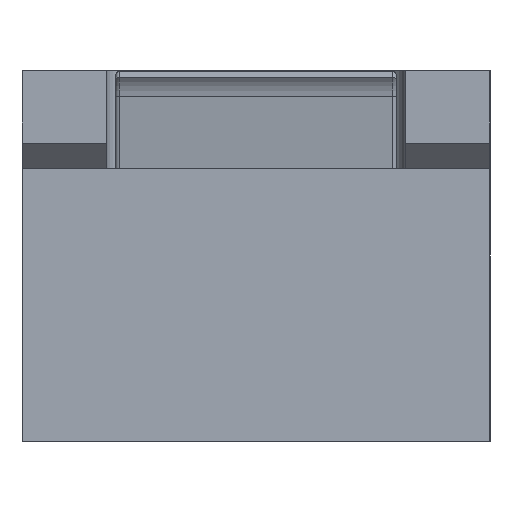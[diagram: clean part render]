
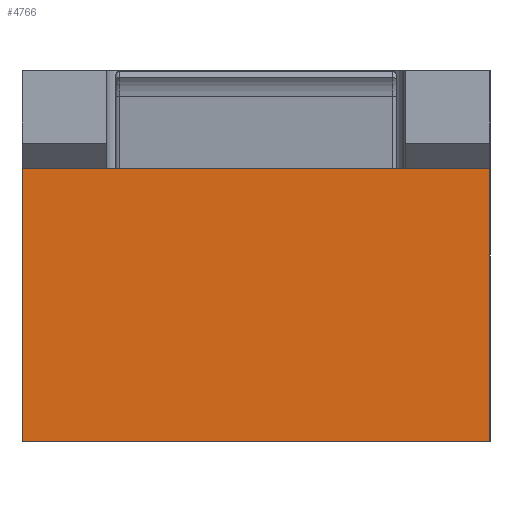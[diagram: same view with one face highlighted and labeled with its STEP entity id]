
A CAD part, left-side view. The second image highlights one B-rep face of the part: STEP entity #4766.
In plain terms, the highlighted planar face has unit normal (-1, 0, 0).
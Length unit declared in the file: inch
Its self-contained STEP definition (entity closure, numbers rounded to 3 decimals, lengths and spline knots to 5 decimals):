
#104 = DIRECTION ( 'NONE',  ( 0., 0., -1. ) ) ;
#277 = VECTOR ( 'NONE', #4317, 39.37008 ) ;
#363 = DIRECTION ( 'NONE',  ( 0., 0., -1. ) ) ;
#411 = CARTESIAN_POINT ( 'NONE',  ( 0., -0.625, 0.73 ) ) ;
#1543 = EDGE_CURVE ( 'NONE', #9944, #10856, #2719, .T. ) ;
#1710 = ORIENTED_EDGE ( 'NONE', *, *, #2733, .F. ) ;
#1861 = ORIENTED_EDGE ( 'NONE', *, *, #10729, .T. ) ;
#1958 = ORIENTED_EDGE ( 'NONE', *, *, #11338, .T. ) ;
#2183 = PLANE ( 'NONE',  #2438 ) ;
#2438 = AXIS2_PLACEMENT_3D ( 'NONE', #8609, #5881, #363 ) ;
#2465 = CARTESIAN_POINT ( 'NONE',  ( 0., 0.625, 0.99 ) ) ;
#2517 = CARTESIAN_POINT ( 'NONE',  ( 0., 0.625, 0. ) ) ;
#2719 = LINE ( 'NONE', #2465, #277 ) ;
#2733 = EDGE_CURVE ( 'NONE', #6058, #7335, #5875, .T. ) ;
#3125 = CARTESIAN_POINT ( 'NONE',  ( 0., 0.625, 0. ) ) ;
#3136 = VECTOR ( 'NONE', #104, 39.37008 ) ;
#3211 = LINE ( 'NONE', #3125, #7820 ) ;
#4317 = DIRECTION ( 'NONE',  ( 0., 0., -1. ) ) ;
#4333 = ORIENTED_EDGE ( 'NONE', *, *, #1543, .T. ) ;
#4647 = FACE_OUTER_BOUND ( 'NONE', #8867, .T. ) ;
#4766 = ADVANCED_FACE ( 'NONE', ( #4647 ), #2183, .F. ) ;
#4997 = CARTESIAN_POINT ( 'NONE',  ( 0., -0.625, 0. ) ) ;
#5082 = VECTOR ( 'NONE', #6886, 39.37008 ) ;
#5588 = CARTESIAN_POINT ( 'NONE',  ( 0., -0.625, 0.99 ) ) ;
#5875 = LINE ( 'NONE', #5588, #3136 ) ;
#5881 = DIRECTION ( 'NONE',  ( 1., 0., 0. ) ) ;
#6058 = VERTEX_POINT ( 'NONE', #9493 ) ;
#6886 = DIRECTION ( 'NONE',  ( 0., 1., 0. ) ) ;
#7335 = VERTEX_POINT ( 'NONE', #4997 ) ;
#7511 = LINE ( 'NONE', #411, #5082 ) ;
#7820 = VECTOR ( 'NONE', #8829, 39.37008 ) ;
#8609 = CARTESIAN_POINT ( 'NONE',  ( 0., 0.625, 0.99 ) ) ;
#8829 = DIRECTION ( 'NONE',  ( 0., -1., 0. ) ) ;
#8867 = EDGE_LOOP ( 'NONE', ( #1958, #4333, #1861, #1710 ) ) ;
#9493 = CARTESIAN_POINT ( 'NONE',  ( 0., -0.625, 0.73 ) ) ;
#9944 = VERTEX_POINT ( 'NONE', #10883 ) ;
#10729 = EDGE_CURVE ( 'NONE', #10856, #7335, #3211, .T. ) ;
#10856 = VERTEX_POINT ( 'NONE', #2517 ) ;
#10883 = CARTESIAN_POINT ( 'NONE',  ( 0., 0.625, 0.73 ) ) ;
#11338 = EDGE_CURVE ( 'NONE', #6058, #9944, #7511, .T. ) ;
